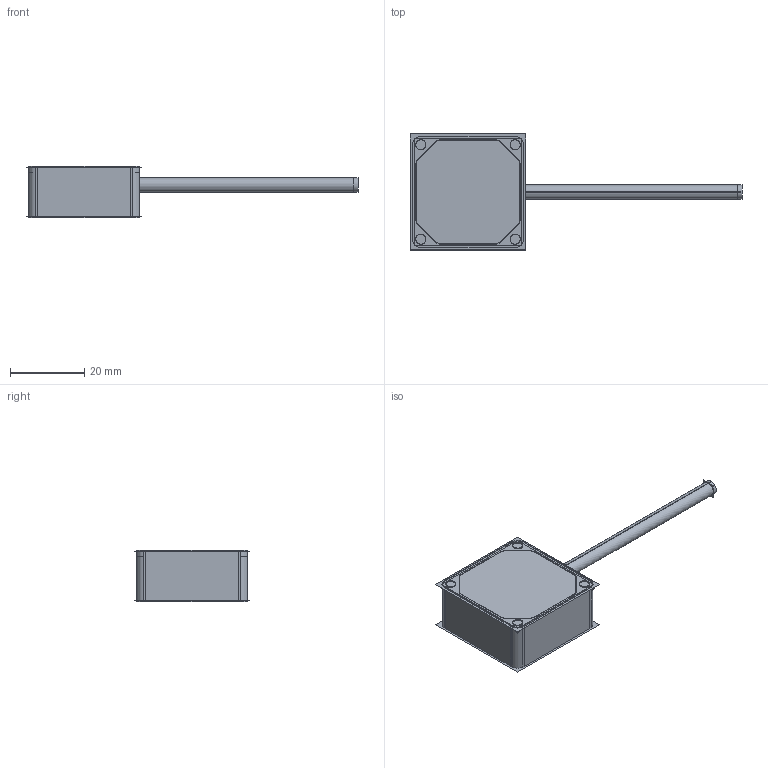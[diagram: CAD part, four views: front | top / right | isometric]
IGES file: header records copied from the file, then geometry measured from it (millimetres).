
Start section:  PTC IGES file: 212030.igs
Global section: file name: 212030.igs; native system: Creo Parametric by PTC Inc.; preprocessor: 2018300; author: pdmadmin; organization: Unknown; date: 20190813.160456; units: millimetre
Bounding box: 89.3 x 31.2 x 13.78 mm (x, y, z)
Volume: 6279.3 mm3; surface area: 33257.6 mm2
Topology: 3 solids, 3 shells, 242 faces, 1268 edges, 1612 vertices
Faces by surface type: revolution 128, bspline 114
